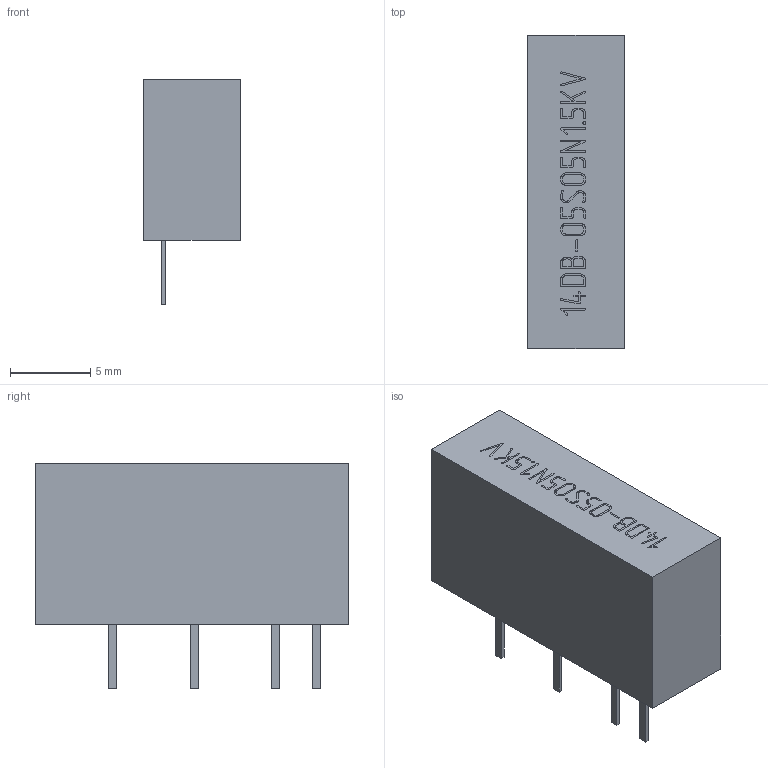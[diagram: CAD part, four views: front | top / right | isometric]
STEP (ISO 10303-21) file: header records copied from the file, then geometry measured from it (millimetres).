
FILE_DESCRIPTION(('STEP AP203'), '1');
FILE_NAME('14db-05s05', '2023-06-08T07:47:26', ('ava'), (''), 'ASCON STEP Converter 1.3', 'ASCON Math Kernel', '');
FILE_SCHEMA(('CONFIG_CONTROL_DESIGN'));
Length unit declared in the file: millimetre
Products named in the file (1): 1
Bounding box: 6 x 19.5 x 14 mm (x, y, z)
Volume: 1172 mm3; surface area: 768.1 mm2
Topology: 1 solids, 1 shells, 838 faces, 2431 edges, 1620 vertices
Faces by surface type: plane 614, cylinder 224
Entity records: 34055 total; most frequent: CARTESIAN_POINT 4892, ORIENTED_EDGE 4862, DIRECTION 4557, EDGE_CURVE 2431, LINE 1983, VECTOR 1983, VERTEX_POINT 1622, AXIS2_PLACEMENT_3D 1287
